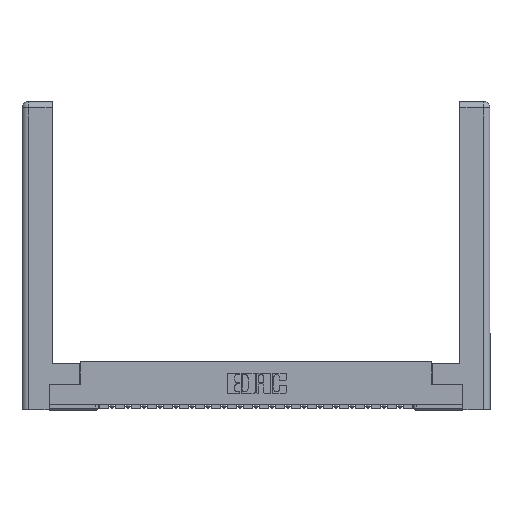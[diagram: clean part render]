
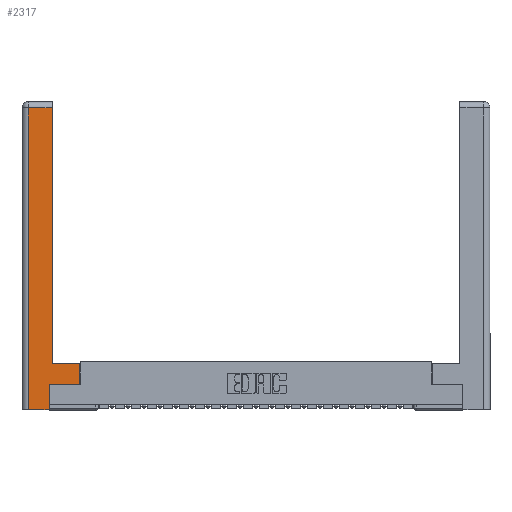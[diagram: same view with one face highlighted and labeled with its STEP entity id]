
A CAD part, top view. The second image highlights one B-rep face of the part: STEP entity #2317.
In plain terms, the highlighted planar face has unit normal (0, 0, 1).
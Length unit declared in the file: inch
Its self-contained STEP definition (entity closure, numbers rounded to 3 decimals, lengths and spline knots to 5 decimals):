
#26 = ORIENTED_EDGE ( 'NONE', *, *, #22598, .T. ) ;
#311 = CARTESIAN_POINT ( 'NONE',  ( 0., 0., 0. ) ) ;
#361 = AXIS2_PLACEMENT_3D ( 'NONE', #311, #20029, #12925 ) ;
#448 = CARTESIAN_POINT ( 'NONE',  ( 0.0615, 2.94, 0. ) ) ;
#585 = CARTESIAN_POINT ( 'NONE',  ( 0.565, 0.245, 0. ) ) ;
#966 = VERTEX_POINT ( 'NONE', #3182 ) ;
#1970 = VECTOR ( 'NONE', #11274, 39.37008 ) ;
#2002 = VECTOR ( 'NONE', #7625, 39.37008 ) ;
#2131 = LINE ( 'NONE', #4029, #1970 ) ;
#2317 = ADVANCED_FACE ( 'NONE', ( #11256 ), #14481, .F. ) ;
#3064 = VECTOR ( 'NONE', #18101, 39.37008 ) ;
#3182 = CARTESIAN_POINT ( 'NONE',  ( 0.0615, 0., 0. ) ) ;
#3264 = EDGE_CURVE ( 'NONE', #22655, #18398, #12632, .T. ) ;
#4029 = CARTESIAN_POINT ( 'NONE',  ( 0.265, 0., 0. ) ) ;
#5333 = EDGE_CURVE ( 'NONE', #18398, #16507, #6989, .T. ) ;
#5398 = VERTEX_POINT ( 'NONE', #448 ) ;
#5843 = CARTESIAN_POINT ( 'NONE',  ( 0.295, 3., 0. ) ) ;
#5856 = ORIENTED_EDGE ( 'NONE', *, *, #3264, .T. ) ;
#6192 = EDGE_CURVE ( 'NONE', #9165, #22442, #18886, .T. ) ;
#6632 = EDGE_CURVE ( 'NONE', #10261, #22655, #13282, .T. ) ;
#6797 = CARTESIAN_POINT ( 'NONE',  ( 0.295, 2.94, 0. ) ) ;
#6989 = LINE ( 'NONE', #23131, #8507 ) ;
#7403 = VECTOR ( 'NONE', #11647, 39.37008 ) ;
#7625 = DIRECTION ( 'NONE',  ( -1., 0., 0. ) ) ;
#7977 = CARTESIAN_POINT ( 'NONE',  ( 0.265, 0.245, 0. ) ) ;
#8454 = VECTOR ( 'NONE', #19882, 39.37008 ) ;
#8462 = ORIENTED_EDGE ( 'NONE', *, *, #6192, .T. ) ;
#8507 = VECTOR ( 'NONE', #16156, 39.37008 ) ;
#8595 = ORIENTED_EDGE ( 'NONE', *, *, #21776, .T. ) ;
#8853 = LINE ( 'NONE', #9087, #8454 ) ;
#9087 = CARTESIAN_POINT ( 'NONE',  ( 0.0615, 2.94, 0. ) ) ;
#9116 = DIRECTION ( 'NONE',  ( 0., -1., 0. ) ) ;
#9165 = VERTEX_POINT ( 'NONE', #20550 ) ;
#10261 = VERTEX_POINT ( 'NONE', #16660 ) ;
#10465 = ORIENTED_EDGE ( 'NONE', *, *, #6632, .T. ) ;
#10624 = ORIENTED_EDGE ( 'NONE', *, *, #5333, .T. ) ;
#10961 = LINE ( 'NONE', #20085, #2002 ) ;
#11256 = FACE_OUTER_BOUND ( 'NONE', #12240, .T. ) ;
#11274 = DIRECTION ( 'NONE',  ( 1., 0., 0. ) ) ;
#11647 = DIRECTION ( 'NONE',  ( 0., 1., 0. ) ) ;
#12240 = EDGE_LOOP ( 'NONE', ( #8462, #18007, #20259, #8595, #10465, #5856, #10624, #26 ) ) ;
#12632 = LINE ( 'NONE', #19860, #3064 ) ;
#12925 = DIRECTION ( 'NONE',  ( -1., 0., 0. ) ) ;
#13282 = LINE ( 'NONE', #20636, #13863 ) ;
#13863 = VECTOR ( 'NONE', #20287, 39.37008 ) ;
#14393 = EDGE_CURVE ( 'NONE', #5398, #966, #18383, .T. ) ;
#14409 = CARTESIAN_POINT ( 'NONE',  ( 0.565, 0.45, 0. ) ) ;
#14481 = PLANE ( 'NONE',  #361 ) ;
#14588 = CARTESIAN_POINT ( 'NONE',  ( 0.0615, 0., 0. ) ) ;
#14869 = EDGE_CURVE ( 'NONE', #22442, #5398, #8853, .T. ) ;
#16156 = DIRECTION ( 'NONE',  ( 0., 1., 0. ) ) ;
#16507 = VERTEX_POINT ( 'NONE', #14409 ) ;
#16660 = CARTESIAN_POINT ( 'NONE',  ( 0.265, 0., 0. ) ) ;
#17526 = VECTOR ( 'NONE', #9116, 39.37008 ) ;
#18007 = ORIENTED_EDGE ( 'NONE', *, *, #14869, .T. ) ;
#18101 = DIRECTION ( 'NONE',  ( 1., 0., 0. ) ) ;
#18383 = LINE ( 'NONE', #14588, #17526 ) ;
#18398 = VERTEX_POINT ( 'NONE', #585 ) ;
#18886 = LINE ( 'NONE', #5843, #7403 ) ;
#19860 = CARTESIAN_POINT ( 'NONE',  ( 0.565, 0.245, 0. ) ) ;
#19882 = DIRECTION ( 'NONE',  ( -1., 0., 0. ) ) ;
#20029 = DIRECTION ( 'NONE',  ( 0., 0., -1. ) ) ;
#20085 = CARTESIAN_POINT ( 'NONE',  ( 0.295, 0.45, 0. ) ) ;
#20259 = ORIENTED_EDGE ( 'NONE', *, *, #14393, .T. ) ;
#20287 = DIRECTION ( 'NONE',  ( 0., 1., 0. ) ) ;
#20550 = CARTESIAN_POINT ( 'NONE',  ( 0.295, 0.45, 0. ) ) ;
#20636 = CARTESIAN_POINT ( 'NONE',  ( 0.265, 0.245, 0. ) ) ;
#21776 = EDGE_CURVE ( 'NONE', #966, #10261, #2131, .T. ) ;
#22442 = VERTEX_POINT ( 'NONE', #6797 ) ;
#22598 = EDGE_CURVE ( 'NONE', #16507, #9165, #10961, .T. ) ;
#22655 = VERTEX_POINT ( 'NONE', #7977 ) ;
#23131 = CARTESIAN_POINT ( 'NONE',  ( 0.565, 0.45, 0. ) ) ;
